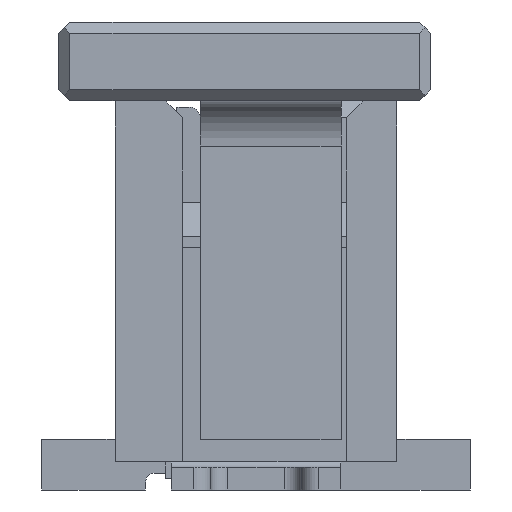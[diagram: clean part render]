
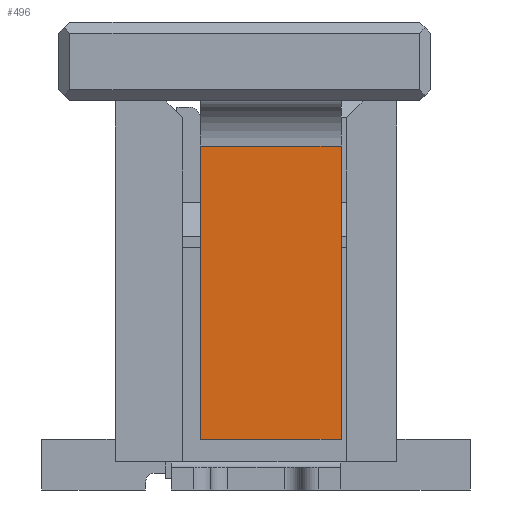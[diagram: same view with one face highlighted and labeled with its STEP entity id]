
A CAD part, left-side view. The second image highlights one B-rep face of the part: STEP entity #496.
In plain terms, the highlighted planar face has unit normal (-1, 0, 0).
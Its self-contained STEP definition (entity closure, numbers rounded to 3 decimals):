
#496=ADVANCED_FACE('',(#1683),#1684,.T.);
#1683=FACE_OUTER_BOUND('',#3130,.T.);
#1684=PLANE('',#3131);
#3130=EDGE_LOOP('',(#7864,#7865,#7866,#7867));
#3131=AXIS2_PLACEMENT_3D('',#7868,#7869,#7870);
#7864=ORIENTED_EDGE('',*,*,#10966,.T.);
#7865=ORIENTED_EDGE('',*,*,#11460,.T.);
#7866=ORIENTED_EDGE('',*,*,#11441,.F.);
#7867=ORIENTED_EDGE('',*,*,#11461,.T.);
#7868=CARTESIAN_POINT('',(-5.65,-0.03,-0.4));
#7869=DIRECTION('',(-1.0,0.0,0.0));
#7870=DIRECTION('',(0.0,0.0,1.0));
#10966=EDGE_CURVE('',#13881,#13879,#13882,.T.);
#11441=EDGE_CURVE('',#14560,#14562,#14563,.T.);
#11460=EDGE_CURVE('',#13879,#14562,#14592,.T.);
#11461=EDGE_CURVE('',#14560,#13881,#14593,.T.);
#13879=VERTEX_POINT('',#18256);
#13881=VERTEX_POINT('',#18259);
#13882=LINE('',#18260,#18261);
#14560=VERTEX_POINT('',#19323);
#14562=VERTEX_POINT('',#19325);
#14563=LINE('',#19326,#19327);
#14592=LINE('',#19372,#19373);
#14593=LINE('',#19374,#19375);
#18256=CARTESIAN_POINT('',(-5.65,0.495,-3.0));
#18259=CARTESIAN_POINT('',(-5.65,0.495,-0.4));
#18260=CARTESIAN_POINT('',(-5.65,0.495,-0.4));
#18261=VECTOR('',#21900,2.6);
#19323=CARTESIAN_POINT('',(-5.65,-0.755,-0.4));
#19325=CARTESIAN_POINT('',(-5.65,-0.755,-3.0));
#19326=CARTESIAN_POINT('',(-5.65,-0.755,-0.4));
#19327=VECTOR('',#22555,2.6);
#19372=CARTESIAN_POINT('',(-5.65,0.495,-3.0));
#19373=VECTOR('',#22578,1.25);
#19374=CARTESIAN_POINT('',(-5.65,-0.755,-0.4));
#19375=VECTOR('',#22579,1.25);
#21900=DIRECTION('',(0.0,0.0,-1.0));
#22555=DIRECTION('',(0.0,0.0,-1.0));
#22578=DIRECTION('',(0.0,-1.0,0.0));
#22579=DIRECTION('',(0.0,1.0,0.0));
